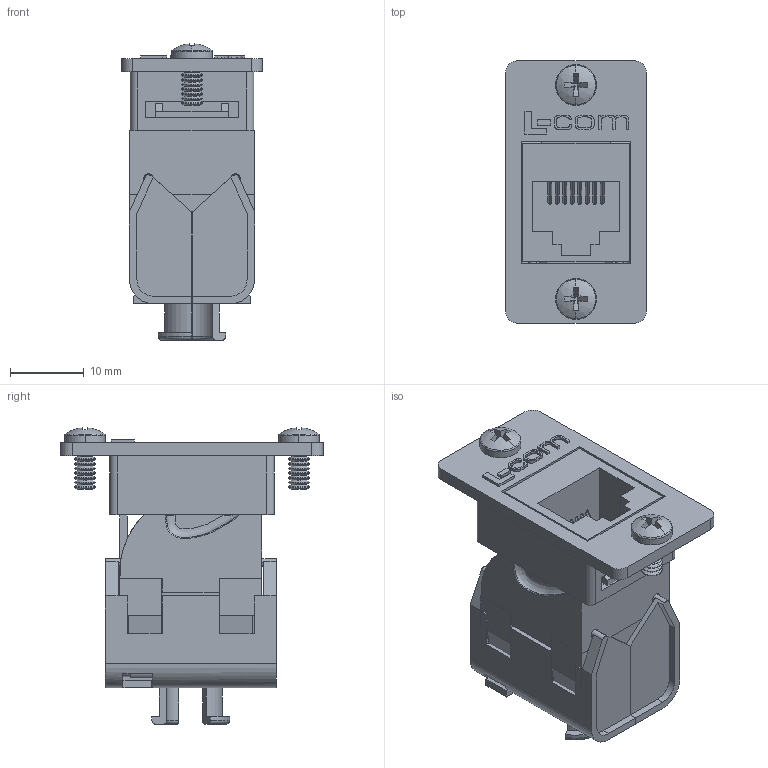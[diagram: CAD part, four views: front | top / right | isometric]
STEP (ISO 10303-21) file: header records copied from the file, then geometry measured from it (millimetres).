
FILE_DESCRIPTION (( 'STEP AP203' ), '1' );
FILE_NAME ('ECFRJTLC6.STEP', '2013-07-12T20:01:50', ( 'x' ), ( '' ), 'SwSTEP 2.0', 'SolidWorks 2012', '' );
FILE_SCHEMA (( 'CONFIG_CONTROL_DESIGN' ));
Length unit declared in the file: inch
Products named in the file (8): ECFRJTLC6; 91772A106_default; RJTLC6; RJTLC6-MA1; RJTLC6-MA4; RJTLC6-MA2; RJTLC6-MA3; ECF-SK_with Global Connectivity logo
Assembly tree (9 placements, depth 3):
  ECFRJTLC6
    ECF-SK_with Global Connectivity logo
    RJTLC6
      RJTLC6-MA3
      RJTLC6-MA2  x2
      RJTLC6-MA4
      RJTLC6-MA1
    91772A106_default  x2
Bounding box: 19.05 x 35.56 x 40.15 mm (x, y, z)
Volume: 8852.4 mm3; surface area: 12296.4 mm2
Topology: 8 solids, 8 shells, 1105 faces, 3107 edges, 2038 vertices
Faces by surface type: plane 681, cylinder 246, bspline 86, cone 76, torus 12, sphere 4
Entity records: 35699 total; most frequent: CARTESIAN_POINT 10402, ORIENTED_EDGE 5396, DIRECTION 4655, EDGE_CURVE 2698, VECTOR 1993, LINE 1993, VERTEX_POINT 1778, AXIS2_PLACEMENT_3D 1331
